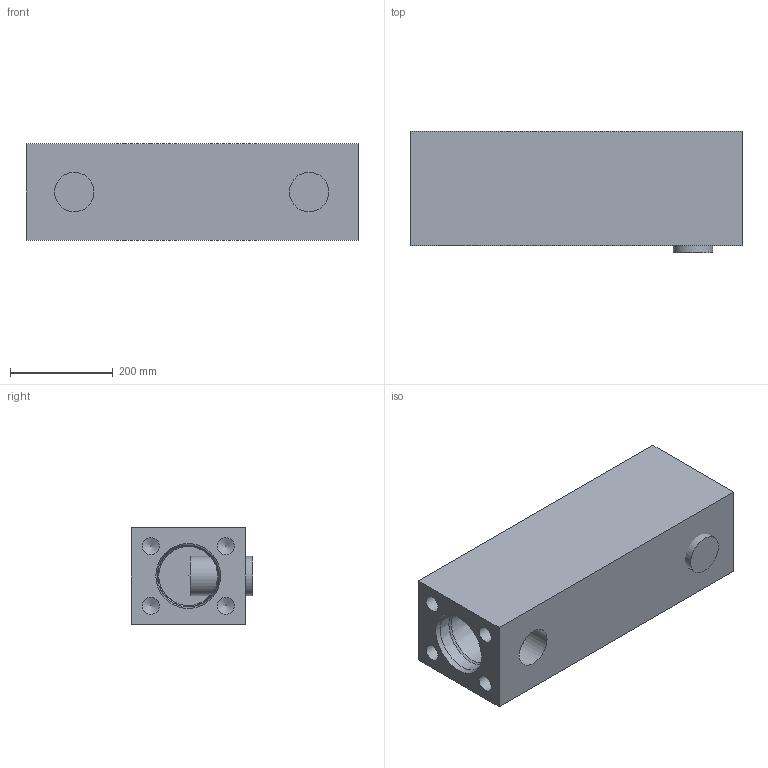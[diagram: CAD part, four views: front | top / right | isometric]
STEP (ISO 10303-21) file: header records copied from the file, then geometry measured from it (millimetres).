
FILE_DESCRIPTION(('HOOPS Exchange Step'),'2;1');
FILE_NAME('temp_export','2023-09-14T13:42:02+07:00',('CJ'),('Shapr3D Limited'),'HOOPS Exchange 2023.2','Shapr3D','Authorized');
FILE_SCHEMA( ('AUTOMOTIVE_DESIGN { 1 0 10303 214 1 1 1 1 }') );
Length unit declared in the file: millimetre
Products named in the file (2): Gooseneck_Subtract Issue.step; root
Assembly tree (1 placements, depth 2):
  root
    Gooseneck_Subtract Issue.step
Bounding box: 645.62 x 237 x 188.45 mm (x, y, z)
Volume: 20943600.6 mm3; surface area: 899626.4 mm2
Topology: 2 solids, 2 shells, 24 faces, 59 edges, 40 vertices
Faces by surface type: plane 9, cone 8, cylinder 6, bspline 1
Full cylindrical faces by diameter (mm): 33.016 x4, 76.505 x2
Entity records: 1658 total; most frequent: CARTESIAN_POINT 1058, DIRECTION 118, ORIENTED_EDGE 108, EDGE_CURVE 54, AXIS2_PLACEMENT_3D 46, VERTEX_POINT 40, EDGE_LOOP 30, FACE_BOUND 30
